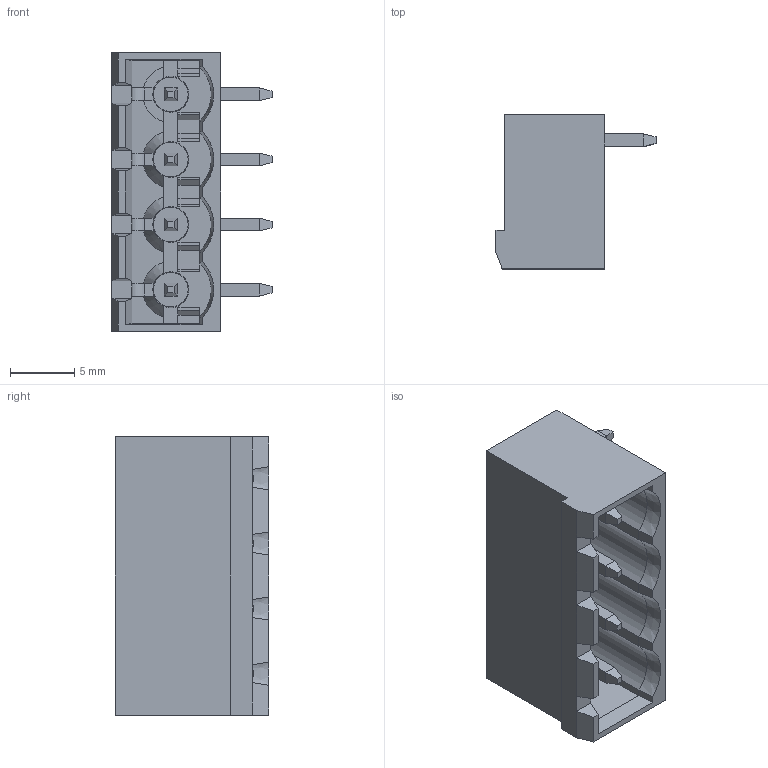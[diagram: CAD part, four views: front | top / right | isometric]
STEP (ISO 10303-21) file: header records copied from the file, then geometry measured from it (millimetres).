
FILE_DESCRIPTION((''),'2;1');
FILE_NAME('WJ2EDGRC-508-4P','2017-03-16T',('QZY'),(''),'CREO PARAMETRIC BY PTC INC, 2014440','CREO PARAMETRIC BY PTC INC, 2014440','');
FILE_SCHEMA(('CONFIG_CONTROL_DESIGN'));
Length unit declared in the file: millimetre
Products named in the file (1): WJ2EDGRC-508-4P
Bounding box: 12.5 x 12 x 21.72 mm (x, y, z)
Volume: 900.1 mm3; surface area: 2075.4 mm2
Topology: 1 solids, 1 shells, 352 faces, 917 edges, 567 vertices
Faces by surface type: plane 307, cylinder 19, cone 18, sphere 8
Entity records: 10535 total; most frequent: CARTESIAN_POINT 1919, ORIENTED_EDGE 1818, DIRECTION 1687, EDGE_CURVE 909, VECTOR 795, LINE 795, VERTEX_POINT 567, AXIS2_PLACEMENT_3D 446
